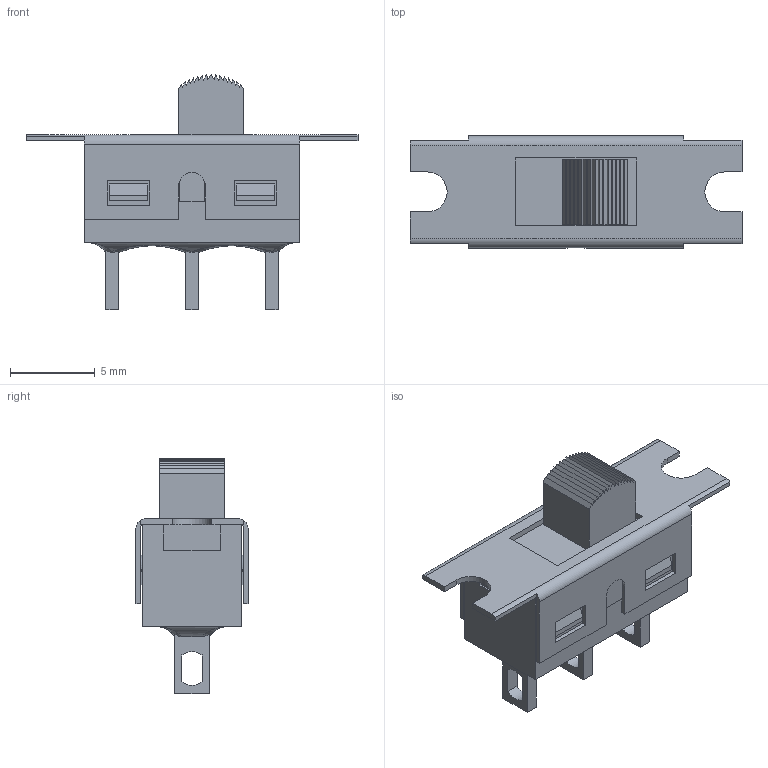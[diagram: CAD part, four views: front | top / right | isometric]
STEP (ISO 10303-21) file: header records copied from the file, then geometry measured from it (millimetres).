
FILE_DESCRIPTION((' '),'2;1');
FILE_NAME('500SSPxS4M1xEB.stp','2017-07-20T14:27:57',(' '),(' '),' ','ACIS',' ');
FILE_SCHEMA(('CONFIG_CONTROL_DESIGN'));
Length unit declared in the file: inch
Products named in the file (1): 500SSPxS4M1xEB.stp
Bounding box: 19.56 x 6.6 x 13.87 mm (x, y, z)
Volume: 334.4 mm3; surface area: 1103.9 mm2
Topology: 1 solids, 1 shells, 196 faces, 578 edges, 389 vertices
Faces by surface type: plane 164, cylinder 23, bspline 8, cone 1
Full cylindrical faces by diameter (mm): 2.4 x1
Entity records: 7508 total; most frequent: CARTESIAN_POINT 2121, ORIENTED_EDGE 1152, DIRECTION 1005, EDGE_CURVE 576, VECTOR 471, LINE 471, VERTEX_POINT 389, AXIS2_PLACEMENT_3D 267
